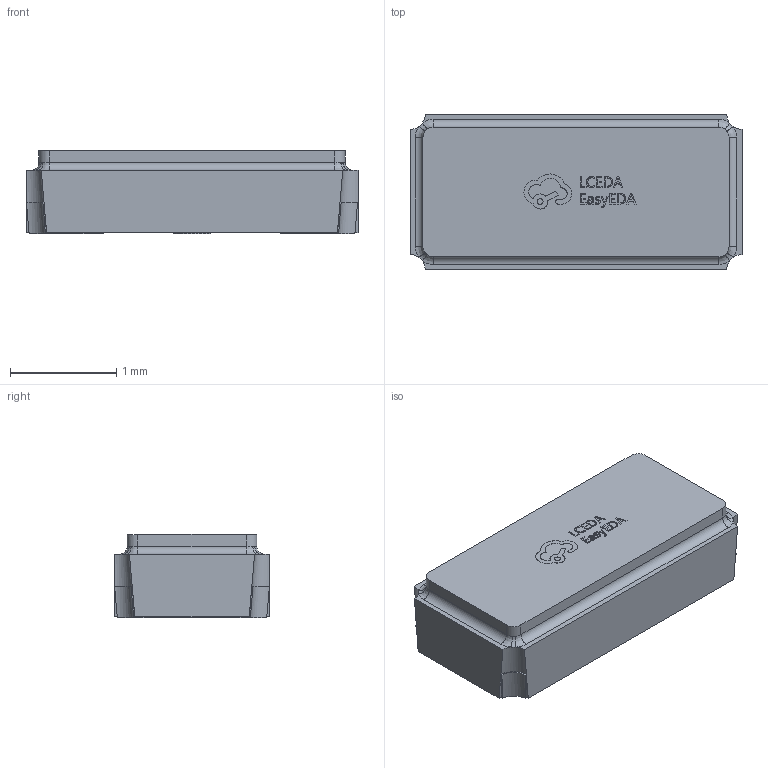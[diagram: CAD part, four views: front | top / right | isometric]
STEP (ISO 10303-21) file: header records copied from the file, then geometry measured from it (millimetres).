
FILE_DESCRIPTION(('Open CASCADE Model'),'2;1');
FILE_NAME('Open CASCADE Shape Model','2025-11-04T23:50:20',('Author'),( 'Open CASCADE'),'Open CASCADE STEP processor 7.9','Open CASCADE 7.9' ,'Unknown');
FILE_SCHEMA(('AUTOMOTIVE_DESIGN { 1 0 10303 214 1 1 1 1 }'));
Length unit declared in the file: millimetre
Products named in the file (1): SOLID
Bounding box: 3.13 x 1.47 x 0.78 mm (x, y, z)
Volume: 3.3 mm3; surface area: 15.6 mm2
Topology: 1 solids, 1 shells, 302 faces, 824 edges, 544 vertices
Faces by surface type: bspline 302
Entity records: 11621 total; most frequent: CARTESIAN_POINT 4513, ORIENTED_EDGE 1648, EDGE_CURVE 824, B_SPLINE_CURVE_WITH_KNOTS 736, VERTEX_POINT 544, FACE_BOUND 322, EDGE_LOOP 322, PRESENTATION_STYLE_ASSIGNMENT 303
